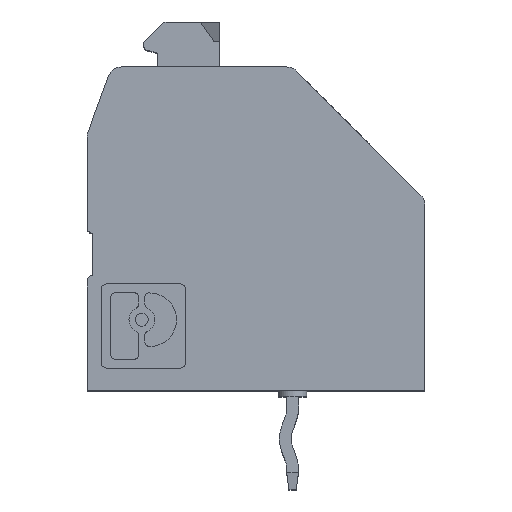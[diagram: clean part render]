
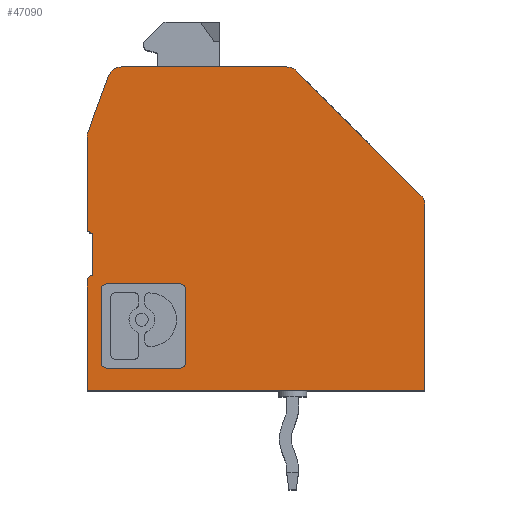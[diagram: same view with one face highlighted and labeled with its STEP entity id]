
A CAD part, top view. The second image highlights one B-rep face of the part: STEP entity #47090.
In plain terms, the highlighted planar face has unit normal (0, 0, 1).
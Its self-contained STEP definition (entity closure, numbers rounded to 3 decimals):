
#25140=CARTESIAN_POINT('',(0.2,3.9,6.43));
#25150=DIRECTION('',(0.,0.,1.));
#25160=DIRECTION('',(1.,0.,0.));
#25170=AXIS2_PLACEMENT_3D('',#25140,#25150,#25160);
#25180=CIRCLE('',#25170,0.2);
#25190=CARTESIAN_POINT('',(0.2,4.1,6.43));
#25200=VERTEX_POINT('',#25190);
#25210=CARTESIAN_POINT('',(0.,3.9,6.43));
#25220=VERTEX_POINT('',#25210);
#25230=EDGE_CURVE('',#25200,#25220,#25180,.T.);
#39970=CARTESIAN_POINT('',(7.446,11.354,6.43));
#39980=VERTEX_POINT('',#39970);
#40010=CARTESIAN_POINT('',(7.093,11.,6.43));
#40020=DIRECTION('',(0.,0.,-1.));
#40030=DIRECTION('',(-1.,0.,0.));
#40040=AXIS2_PLACEMENT_3D('',#40010,#40020,#40030);
#40050=CIRCLE('',#40040,0.5);
#40060=CARTESIAN_POINT('',(7.093,11.5,6.43));
#40070=VERTEX_POINT('',#40060);
#40080=EDGE_CURVE('',#40070,#39980,#40050,.T.);
#40310=CARTESIAN_POINT('',(0.5,9.012,6.43));
#40320=DIRECTION('',(0.,0.,1.));
#40330=DIRECTION('',(1.,0.,0.));
#40340=AXIS2_PLACEMENT_3D('',#40310,#40320,#40330);
#40350=CIRCLE('',#40340,0.5);
#40360=CARTESIAN_POINT('',(0.03,9.183,6.43));
#40370=VERTEX_POINT('',#40360);
#40380=CARTESIAN_POINT('',(0.,9.012,6.43));
#40390=VERTEX_POINT('',#40380);
#40400=EDGE_CURVE('',#40370,#40390,#40350,.T.);
#41620=CARTESIAN_POINT('',(12.,0.,6.43));
#41630=VERTEX_POINT('',#41620);
#42100=CARTESIAN_POINT('',(0.,0.,6.43));
#42110=VERTEX_POINT('',#42100);
#42140=CARTESIAN_POINT('',(0.,0.,6.43));
#42150=DIRECTION('',(-1.,0.,0.));
#42160=VECTOR('',#42150,1.);
#42170=LINE('',#42140,#42160);
#42180=EDGE_CURVE('',#41630,#42110,#42170,.T.);
#45530=CARTESIAN_POINT('',(11.439,0.,6.43));
#45540=DIRECTION('',(0.,0.,1.));
#45550=DIRECTION('',(1.,0.,0.));
#45560=AXIS2_PLACEMENT_3D('',#45530,#45540,#45550);
#45570=PLANE('',#45560);
#45580=CARTESIAN_POINT('',(0.,0.,6.43));
#45590=DIRECTION('',(0.,1.,0.));
#45600=VECTOR('',#45590,1.);
#45610=LINE('',#45580,#45600);
#45620=EDGE_CURVE('',#42110,#25220,#45610,.T.);
#45630=ORIENTED_EDGE('',*,*,#45620,.F.);
#45640=ORIENTED_EDGE('',*,*,#25230,.T.);
#45650=CARTESIAN_POINT('',(0.2,0.,6.43));
#45660=DIRECTION('',(0.,1.,0.));
#45670=VECTOR('',#45660,1.);
#45680=LINE('',#45650,#45670);
#45690=CARTESIAN_POINT('',(0.2,5.6,6.43));
#45700=VERTEX_POINT('',#45690);
#45710=EDGE_CURVE('',#25200,#45700,#45680,.T.);
#45720=ORIENTED_EDGE('',*,*,#45710,.F.);
#45730=CARTESIAN_POINT('',(0.2,5.8,6.43));
#45740=DIRECTION('',(0.,0.,-1.));
#45750=DIRECTION('',(-1.,0.,0.));
#45760=AXIS2_PLACEMENT_3D('',#45730,#45740,#45750);
#45770=CIRCLE('',#45760,0.2);
#45780=CARTESIAN_POINT('',(0.,5.8,6.43));
#45790=VERTEX_POINT('',#45780);
#45800=EDGE_CURVE('',#45700,#45790,#45770,.T.);
#45810=ORIENTED_EDGE('',*,*,#45800,.F.);
#45820=CARTESIAN_POINT('',(0.,0.,6.43));
#45830=DIRECTION('',(0.,1.,0.));
#45840=VECTOR('',#45830,1.);
#45850=LINE('',#45820,#45840);
#45860=EDGE_CURVE('',#45790,#40390,#45850,.T.);
#45870=ORIENTED_EDGE('',*,*,#45860,.F.);
#45880=ORIENTED_EDGE('',*,*,#40400,.T.);
#45890=CARTESIAN_POINT('',(-3.312,0.,6.43));
#45900=DIRECTION('',(0.342,0.94,0.));
#45910=VECTOR('',#45900,1.);
#45920=LINE('',#45890,#45910);
#45930=CARTESIAN_POINT('',(0.754,11.171,6.43));
#45940=VERTEX_POINT('',#45930);
#45950=EDGE_CURVE('',#40370,#45940,#45920,.T.);
#45960=ORIENTED_EDGE('',*,*,#45950,.F.);
#45970=CARTESIAN_POINT('',(1.224,11.,6.43));
#45980=DIRECTION('',(0.,0.,1.));
#45990=DIRECTION('',(1.,0.,0.));
#46000=AXIS2_PLACEMENT_3D('',#45970,#45980,#45990);
#46010=CIRCLE('',#46000,0.5);
#46020=CARTESIAN_POINT('',(1.224,11.5,6.43));
#46030=VERTEX_POINT('',#46020);
#46040=EDGE_CURVE('',#46030,#45940,#46010,.T.);
#46050=ORIENTED_EDGE('',*,*,#46040,.T.);
#46060=CARTESIAN_POINT('',(0.,11.5,6.43));
#46070=DIRECTION('',(1.,0.,0.));
#46080=VECTOR('',#46070,1.);
#46090=LINE('',#46060,#46080);
#46100=EDGE_CURVE('',#46030,#40070,#46090,.T.);
#46110=ORIENTED_EDGE('',*,*,#46100,.F.);
#46120=ORIENTED_EDGE('',*,*,#40080,.F.);
#46130=CARTESIAN_POINT('',(0.,18.8,6.43));
#46140=DIRECTION('',(0.707,-0.707,0.));
#46150=VECTOR('',#46140,1.);
#46160=LINE('',#46130,#46150);
#46170=CARTESIAN_POINT('',(11.854,6.946,6.43));
#46180=VERTEX_POINT('',#46170);
#46190=EDGE_CURVE('',#39980,#46180,#46160,.T.);
#46200=ORIENTED_EDGE('',*,*,#46190,.F.);
#46210=CARTESIAN_POINT('',(11.5,6.593,6.43));
#46220=DIRECTION('',(0.,0.,1.));
#46230=DIRECTION('',(1.,0.,0.));
#46240=AXIS2_PLACEMENT_3D('',#46210,#46220,#46230);
#46250=CIRCLE('',#46240,0.5);
#46260=CARTESIAN_POINT('',(12.,6.593,6.43));
#46270=VERTEX_POINT('',#46260);
#46280=EDGE_CURVE('',#46270,#46180,#46250,.T.);
#46290=ORIENTED_EDGE('',*,*,#46280,.T.);
#46300=CARTESIAN_POINT('',(12.,0.,6.43));
#46310=DIRECTION('',(0.,-1.,0.));
#46320=VECTOR('',#46310,1.);
#46330=LINE('',#46300,#46320);
#46340=EDGE_CURVE('',#46270,#41630,#46330,.T.);
#46350=ORIENTED_EDGE('',*,*,#46340,.F.);
#46360=ORIENTED_EDGE('',*,*,#42180,.F.);
#46370=EDGE_LOOP('',(#46360,#46350,#46290,#46200,#46120,#46110,#46050,
#45960,#45880,#45870,#45810,#45720,#45640,#45630));
#46380=FACE_OUTER_BOUND('',#46370,.T.);
#46390=CARTESIAN_POINT('',(0.,0.8,6.43));
#46400=DIRECTION('',(1.,0.,0.));
#46410=VECTOR('',#46400,1.);
#46420=LINE('',#46390,#46410);
#46430=CARTESIAN_POINT('',(0.711,0.8,6.43));
#46440=VERTEX_POINT('',#46430);
#46450=CARTESIAN_POINT('',(3.289,0.8,6.43));
#46460=VERTEX_POINT('',#46450);
#46470=EDGE_CURVE('',#46440,#46460,#46420,.T.);
#46480=ORIENTED_EDGE('',*,*,#46470,.F.);
#46490=CARTESIAN_POINT('',(3.289,1.011,6.43));
#46500=DIRECTION('',(0.,0.,1.));
#46510=DIRECTION('',(1.,0.,0.));
#46520=AXIS2_PLACEMENT_3D('',#46490,#46500,#46510);
#46530=CIRCLE('',#46520,0.211);
#46540=CARTESIAN_POINT('',(3.5,1.011,6.43));
#46550=VERTEX_POINT('',#46540);
#46560=EDGE_CURVE('',#46460,#46550,#46530,.T.);
#46570=ORIENTED_EDGE('',*,*,#46560,.F.);
#46580=CARTESIAN_POINT('',(3.5,0.,6.43));
#46590=DIRECTION('',(0.,1.,0.));
#46600=VECTOR('',#46590,1.);
#46610=LINE('',#46580,#46600);
#46620=CARTESIAN_POINT('',(3.5,3.589,6.43));
#46630=VERTEX_POINT('',#46620);
#46640=EDGE_CURVE('',#46550,#46630,#46610,.T.);
#46650=ORIENTED_EDGE('',*,*,#46640,.F.);
#46660=CARTESIAN_POINT('',(3.289,3.589,6.43));
#46670=DIRECTION('',(0.,0.,1.));
#46680=DIRECTION('',(1.,0.,0.));
#46690=AXIS2_PLACEMENT_3D('',#46660,#46670,#46680);
#46700=CIRCLE('',#46690,0.211);
#46710=CARTESIAN_POINT('',(3.289,3.8,6.43));
#46720=VERTEX_POINT('',#46710);
#46730=EDGE_CURVE('',#46630,#46720,#46700,.T.);
#46740=ORIENTED_EDGE('',*,*,#46730,.F.);
#46750=CARTESIAN_POINT('',(0.,3.8,6.43));
#46760=DIRECTION('',(-1.,0.,0.));
#46770=VECTOR('',#46760,1.);
#46780=LINE('',#46750,#46770);
#46790=CARTESIAN_POINT('',(0.711,3.8,6.43));
#46800=VERTEX_POINT('',#46790);
#46810=EDGE_CURVE('',#46720,#46800,#46780,.T.);
#46820=ORIENTED_EDGE('',*,*,#46810,.F.);
#46830=CARTESIAN_POINT('',(0.711,3.589,6.43));
#46840=DIRECTION('',(0.,0.,1.));
#46850=DIRECTION('',(1.,0.,0.));
#46860=AXIS2_PLACEMENT_3D('',#46830,#46840,#46850);
#46870=CIRCLE('',#46860,0.211);
#46880=CARTESIAN_POINT('',(0.5,3.589,6.43));
#46890=VERTEX_POINT('',#46880);
#46900=EDGE_CURVE('',#46800,#46890,#46870,.T.);
#46910=ORIENTED_EDGE('',*,*,#46900,.F.);
#46920=CARTESIAN_POINT('',(0.5,0.,6.43));
#46930=DIRECTION('',(0.,-1.,0.));
#46940=VECTOR('',#46930,1.);
#46950=LINE('',#46920,#46940);
#46960=CARTESIAN_POINT('',(0.5,1.011,6.43));
#46970=VERTEX_POINT('',#46960);
#46980=EDGE_CURVE('',#46890,#46970,#46950,.T.);
#46990=ORIENTED_EDGE('',*,*,#46980,.F.);
#47000=CARTESIAN_POINT('',(0.711,1.011,6.43));
#47010=DIRECTION('',(0.,0.,1.));
#47020=DIRECTION('',(1.,0.,0.));
#47030=AXIS2_PLACEMENT_3D('',#47000,#47010,#47020);
#47040=CIRCLE('',#47030,0.211);
#47050=EDGE_CURVE('',#46970,#46440,#47040,.T.);
#47060=ORIENTED_EDGE('',*,*,#47050,.F.);
#47070=EDGE_LOOP('',(#47060,#46990,#46910,#46820,#46740,#46650,#46570,
#46480));
#47080=FACE_BOUND('',#47070,.T.);
#47090=ADVANCED_FACE('',(#46380,#47080),#45570,.T.);
